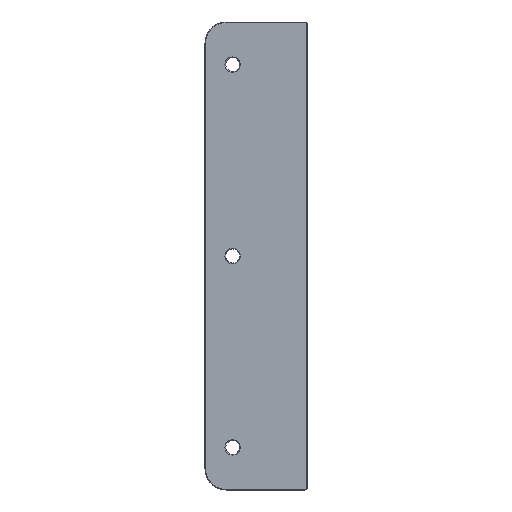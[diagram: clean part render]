
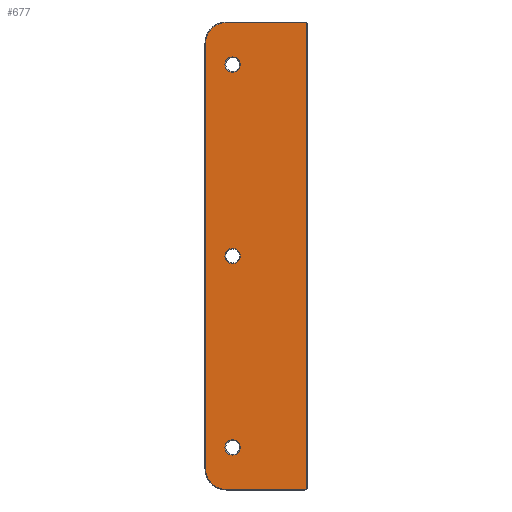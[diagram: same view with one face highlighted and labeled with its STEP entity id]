
A CAD part, front view. The second image highlights one B-rep face of the part: STEP entity #677.
In plain terms, the highlighted planar face has unit normal (0, -1, 0).
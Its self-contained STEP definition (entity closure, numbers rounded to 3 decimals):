
#6 = EDGE_CURVE ( 'NONE', #573, #1172, #1918, .T. ) ;
#44 = VERTEX_POINT ( 'NONE', #652 ) ;
#77 = DIRECTION ( 'NONE',  ( 0., 0., 1. ) ) ;
#144 = ORIENTED_EDGE ( 'NONE', *, *, #1460, .T. ) ;
#160 = AXIS2_PLACEMENT_3D ( 'NONE', #2643, #1841, #2442 ) ;
#183 = LINE ( 'NONE', #797, #1293 ) ;
#185 = EDGE_CURVE ( 'NONE', #397, #44, #2334, .T. ) ;
#221 = VERTEX_POINT ( 'NONE', #2129 ) ;
#224 = CIRCLE ( 'NONE', #1855, 3.6 ) ;
#255 = EDGE_CURVE ( 'NONE', #1980, #2425, #1360, .T. ) ;
#290 = ORIENTED_EDGE ( 'NONE', *, *, #2502, .T. ) ;
#316 = EDGE_CURVE ( 'NONE', #367, #362, #1611, .T. ) ;
#340 = ORIENTED_EDGE ( 'NONE', *, *, #1854, .T. ) ;
#345 = ORIENTED_EDGE ( 'NONE', *, *, #2532, .T. ) ;
#346 = CARTESIAN_POINT ( 'NONE',  ( 19., 0., 109.7 ) ) ;
#354 = DIRECTION ( 'NONE',  ( 0., 0., 1. ) ) ;
#362 = VERTEX_POINT ( 'NONE', #1654 ) ;
#367 = VERTEX_POINT ( 'NONE', #416 ) ;
#374 = FACE_BOUND ( 'NONE', #2634, .T. ) ;
#391 = CIRCLE ( 'NONE', #1812, 9.7 ) ;
#396 = ORIENTED_EDGE ( 'NONE', *, *, #2088, .T. ) ;
#397 = VERTEX_POINT ( 'NONE', #2108 ) ;
#399 = EDGE_CURVE ( 'NONE', #44, #684, #2519, .T. ) ;
#406 = DIRECTION ( 'NONE',  ( 0., 0., 1. ) ) ;
#416 = CARTESIAN_POINT ( 'NONE',  ( -18., 0., -109.7 ) ) ;
#472 = CIRCLE ( 'NONE', #813, 0.7 ) ;
#507 = CARTESIAN_POINT ( 'NONE',  ( -18., 0., 109.7 ) ) ;
#525 = CARTESIAN_POINT ( 'NONE',  ( 19.7, 0., 0. ) ) ;
#531 = EDGE_CURVE ( 'NONE', #221, #2057, #1673, .T. ) ;
#545 = ORIENTED_EDGE ( 'NONE', *, *, #531, .T. ) ;
#560 = ORIENTED_EDGE ( 'NONE', *, *, #399, .T. ) ;
#572 = CARTESIAN_POINT ( 'NONE',  ( -15., 0., 0. ) ) ;
#573 = VERTEX_POINT ( 'NONE', #507 ) ;
#575 = DIRECTION ( 'NONE',  ( 0., 0., 1. ) ) ;
#578 = EDGE_CURVE ( 'NONE', #684, #573, #1342, .T. ) ;
#652 = CARTESIAN_POINT ( 'NONE',  ( 19.7, 0., 109. ) ) ;
#659 = CARTESIAN_POINT ( 'NONE',  ( -15., 0., 0. ) ) ;
#677 = ADVANCED_FACE ( 'NONE', ( #984, #374, #1208, #1177 ), #2030, .F. ) ;
#684 = VERTEX_POINT ( 'NONE', #346 ) ;
#739 = EDGE_CURVE ( 'NONE', #2057, #221, #2339, .T. ) ;
#777 = CARTESIAN_POINT ( 'NONE',  ( 0., 0., -109.7 ) ) ;
#797 = CARTESIAN_POINT ( 'NONE',  ( -27.7, 0., 0. ) ) ;
#813 = AXIS2_PLACEMENT_3D ( 'NONE', #1221, #1369, #575 ) ;
#836 = AXIS2_PLACEMENT_3D ( 'NONE', #955, #2019, #406 ) ;
#863 = DIRECTION ( 'NONE',  ( 0., 0., 1. ) ) ;
#879 = CARTESIAN_POINT ( 'NONE',  ( -27.7, 0., -100. ) ) ;
#943 = VERTEX_POINT ( 'NONE', #2203 ) ;
#947 = CARTESIAN_POINT ( 'NONE',  ( -15., 0., -3.6 ) ) ;
#955 = CARTESIAN_POINT ( 'NONE',  ( -15., 0., 90. ) ) ;
#984 = FACE_BOUND ( 'NONE', #1171, .T. ) ;
#1020 = AXIS2_PLACEMENT_3D ( 'NONE', #1994, #1781, #354 ) ;
#1052 = DIRECTION ( 'NONE',  ( 0., -1., 0. ) ) ;
#1073 = VERTEX_POINT ( 'NONE', #879 ) ;
#1171 = EDGE_LOOP ( 'NONE', ( #290, #340 ) ) ;
#1172 = VERTEX_POINT ( 'NONE', #2503 ) ;
#1177 = FACE_OUTER_BOUND ( 'NONE', #1935, .T. ) ;
#1208 = FACE_BOUND ( 'NONE', #2071, .T. ) ;
#1221 = CARTESIAN_POINT ( 'NONE',  ( 19., 0., -109. ) ) ;
#1242 = VERTEX_POINT ( 'NONE', #947 ) ;
#1246 = CARTESIAN_POINT ( 'NONE',  ( -18., 0., -100. ) ) ;
#1271 = VECTOR ( 'NONE', #2144, 1000. ) ;
#1293 = VECTOR ( 'NONE', #1632, 1000. ) ;
#1342 = LINE ( 'NONE', #2547, #1271 ) ;
#1360 = CIRCLE ( 'NONE', #836, 3.6 ) ;
#1369 = DIRECTION ( 'NONE',  ( 0., -1., 0. ) ) ;
#1370 = ORIENTED_EDGE ( 'NONE', *, *, #185, .T. ) ;
#1381 = CARTESIAN_POINT ( 'NONE',  ( -15., 0., 93.6 ) ) ;
#1383 = CARTESIAN_POINT ( 'NONE',  ( -15., 0., -90. ) ) ;
#1395 = ORIENTED_EDGE ( 'NONE', *, *, #2633, .T. ) ;
#1396 = DIRECTION ( 'NONE',  ( 0., 0., 1. ) ) ;
#1398 = ORIENTED_EDGE ( 'NONE', *, *, #578, .T. ) ;
#1411 = DIRECTION ( 'NONE',  ( 0., 0., 1. ) ) ;
#1460 = EDGE_CURVE ( 'NONE', #2425, #1980, #2223, .T. ) ;
#1473 = CARTESIAN_POINT ( 'NONE',  ( 19., 0., 109. ) ) ;
#1513 = DIRECTION ( 'NONE',  ( 0., 1., 0. ) ) ;
#1537 = VECTOR ( 'NONE', #2197, 1000. ) ;
#1553 = CIRCLE ( 'NONE', #1851, 3.6 ) ;
#1567 = CARTESIAN_POINT ( 'NONE',  ( -15., 0., 86.4 ) ) ;
#1611 = LINE ( 'NONE', #777, #1537 ) ;
#1630 = VECTOR ( 'NONE', #2387, 1000. ) ;
#1631 = AXIS2_PLACEMENT_3D ( 'NONE', #1473, #1052, #863 ) ;
#1632 = DIRECTION ( 'NONE',  ( 0., 0., -1. ) ) ;
#1654 = CARTESIAN_POINT ( 'NONE',  ( 19., 0., -109.7 ) ) ;
#1665 = DIRECTION ( 'NONE',  ( 0., 0., 1. ) ) ;
#1667 = CARTESIAN_POINT ( 'NONE',  ( -18., 0., 100. ) ) ;
#1673 = CIRCLE ( 'NONE', #2479, 3.6 ) ;
#1686 = DIRECTION ( 'NONE',  ( 0., 0., 1. ) ) ;
#1738 = CARTESIAN_POINT ( 'NONE',  ( -15., 0., -90. ) ) ;
#1781 = DIRECTION ( 'NONE',  ( 0., 1., 0. ) ) ;
#1812 = AXIS2_PLACEMENT_3D ( 'NONE', #1246, #2247, #1686 ) ;
#1841 = DIRECTION ( 'NONE',  ( 0., 1., 0. ) ) ;
#1851 = AXIS2_PLACEMENT_3D ( 'NONE', #659, #1513, #1665 ) ;
#1854 = EDGE_CURVE ( 'NONE', #943, #1242, #1553, .T. ) ;
#1855 = AXIS2_PLACEMENT_3D ( 'NONE', #572, #2641, #1411 ) ;
#1914 = DIRECTION ( 'NONE',  ( 0., 0., 1. ) ) ;
#1918 = CIRCLE ( 'NONE', #2473, 9.7 ) ;
#1935 = EDGE_LOOP ( 'NONE', ( #345, #1395, #2100, #396, #1370, #560, #1398, #2554 ) ) ;
#1980 = VERTEX_POINT ( 'NONE', #1567 ) ;
#1994 = CARTESIAN_POINT ( 'NONE',  ( -15., 0., 90. ) ) ;
#2009 = ORIENTED_EDGE ( 'NONE', *, *, #255, .T. ) ;
#2019 = DIRECTION ( 'NONE',  ( 0., 1., 0. ) ) ;
#2030 = PLANE ( 'NONE',  #160 ) ;
#2057 = VERTEX_POINT ( 'NONE', #2207 ) ;
#2071 = EDGE_LOOP ( 'NONE', ( #2136, #545 ) ) ;
#2088 = EDGE_CURVE ( 'NONE', #362, #397, #472, .T. ) ;
#2100 = ORIENTED_EDGE ( 'NONE', *, *, #316, .T. ) ;
#2108 = CARTESIAN_POINT ( 'NONE',  ( 19.7, 0., -109. ) ) ;
#2129 = CARTESIAN_POINT ( 'NONE',  ( -15., 0., -86.4 ) ) ;
#2136 = ORIENTED_EDGE ( 'NONE', *, *, #739, .T. ) ;
#2144 = DIRECTION ( 'NONE',  ( -1., 0., 0. ) ) ;
#2194 = DIRECTION ( 'NONE',  ( 0., 1., 0. ) ) ;
#2197 = DIRECTION ( 'NONE',  ( 1., 0., 0. ) ) ;
#2203 = CARTESIAN_POINT ( 'NONE',  ( -15., 0., 3.6 ) ) ;
#2207 = CARTESIAN_POINT ( 'NONE',  ( -15., 0., -93.6 ) ) ;
#2223 = CIRCLE ( 'NONE', #1020, 3.6 ) ;
#2247 = DIRECTION ( 'NONE',  ( 0., -1., 0. ) ) ;
#2310 = DIRECTION ( 'NONE',  ( 0., -1., 0. ) ) ;
#2334 = LINE ( 'NONE', #525, #1630 ) ;
#2339 = CIRCLE ( 'NONE', #2430, 3.6 ) ;
#2344 = DIRECTION ( 'NONE',  ( 0., 1., 0. ) ) ;
#2387 = DIRECTION ( 'NONE',  ( 0., 0., 1. ) ) ;
#2425 = VERTEX_POINT ( 'NONE', #1381 ) ;
#2430 = AXIS2_PLACEMENT_3D ( 'NONE', #1383, #2194, #1396 ) ;
#2442 = DIRECTION ( 'NONE',  ( 0., 0., 1. ) ) ;
#2473 = AXIS2_PLACEMENT_3D ( 'NONE', #1667, #2310, #1914 ) ;
#2479 = AXIS2_PLACEMENT_3D ( 'NONE', #1738, #2344, #77 ) ;
#2502 = EDGE_CURVE ( 'NONE', #1242, #943, #224, .T. ) ;
#2503 = CARTESIAN_POINT ( 'NONE',  ( -27.7, 0., 100. ) ) ;
#2519 = CIRCLE ( 'NONE', #1631, 0.7 ) ;
#2532 = EDGE_CURVE ( 'NONE', #1172, #1073, #183, .T. ) ;
#2547 = CARTESIAN_POINT ( 'NONE',  ( 0., 0., 109.7 ) ) ;
#2554 = ORIENTED_EDGE ( 'NONE', *, *, #6, .T. ) ;
#2633 = EDGE_CURVE ( 'NONE', #1073, #367, #391, .T. ) ;
#2634 = EDGE_LOOP ( 'NONE', ( #2009, #144 ) ) ;
#2641 = DIRECTION ( 'NONE',  ( 0., 1., 0. ) ) ;
#2643 = CARTESIAN_POINT ( 'NONE',  ( 0., 0., 0. ) ) ;
